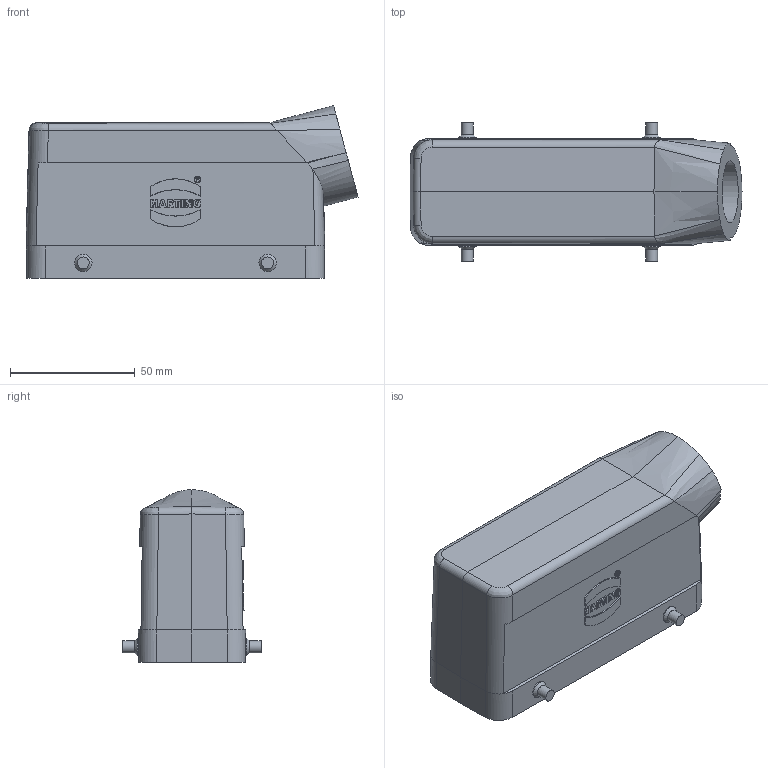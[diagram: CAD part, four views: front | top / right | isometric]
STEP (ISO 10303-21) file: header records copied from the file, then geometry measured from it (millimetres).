
FILE_DESCRIPTION(/* description */ (''),/* implementation_level */ '2;1');
FILE_NAME(/* name */ '100233417ugm000_e.stp',/* time_stamp */ '2019-11-08T07:07:21+01:00',/* author */ (''),/* organization */ (''),/* preprocessor_version */ 'ST-DEVELOPER v16.7',/* originating_system */ 'SIEMENS PLM Software NX 12.0',/* authorisation */ '');
FILE_SCHEMA (('AUTOMOTIVE_DESIGN { 1 0 10303 214 3 1 1 1 }'));
Length unit declared in the file: millimetre
Products named in the file (1): 100233417ugm000_e
Bounding box: 133.29 x 55.6 x 69.34 mm (x, y, z)
Volume: 87860.8 mm3; surface area: 49094.4 mm2
Topology: 1 solids, 1 shells, 229 faces, 589 edges, 389 vertices
Faces by surface type: plane 148, cylinder 46, bspline 25, cone 10
Full cylindrical faces by diameter (mm): 3 x4, 4 x4, 4.8 x4, 7 x4, 21 x1, 25 x1
Entity records: 9062 total; most frequent: CARTESIAN_POINT 2238, ORIENTED_EDGE 1086, DIRECTION 961, EDGE_CURVE 543, VERTEX_POINT 373, LINE 355, VECTOR 355, AXIS2_PLACEMENT_3D 303
